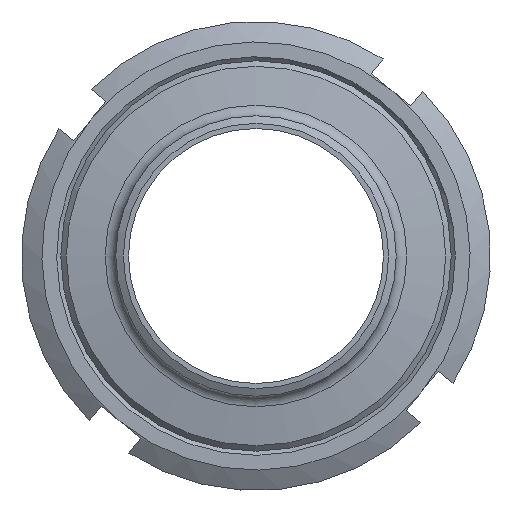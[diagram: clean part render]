
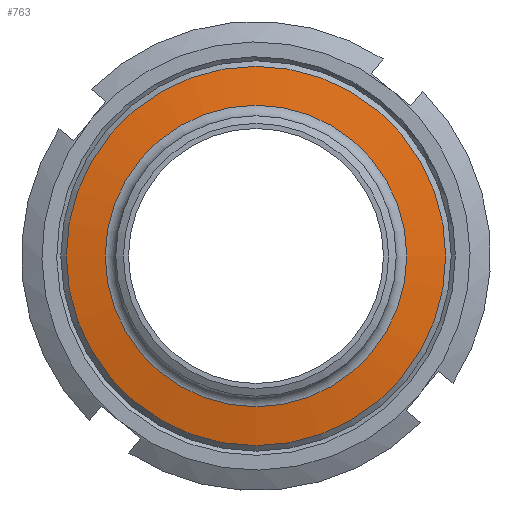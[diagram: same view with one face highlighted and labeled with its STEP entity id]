
A CAD part, left-side view. The second image highlights one B-rep face of the part: STEP entity #763.
In plain terms, the highlighted conical face has half-angle 80 degrees and reference radius 33.171 mm.
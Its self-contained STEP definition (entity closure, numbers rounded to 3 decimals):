
#119=FACE_BOUND('',#210,.T.);
#150=FACE_OUTER_BOUND('',#209,.T.);
#209=EDGE_LOOP('',(#505));
#210=EDGE_LOOP('',(#506));
#287=CIRCLE('',#819,37.213);
#292=CIRCLE('',#826,29.566);
#333=VERTEX_POINT('',#1141);
#338=VERTEX_POINT('',#1153);
#403=EDGE_CURVE('',#333,#333,#287,.T.);
#408=EDGE_CURVE('',#338,#338,#292,.T.);
#505=ORIENTED_EDGE('',*,*,#403,.T.);
#506=ORIENTED_EDGE('',*,*,#408,.F.);
#686=CONICAL_SURFACE('',#829,33.171,80.);
#763=ADVANCED_FACE('',(#150,#119),#686,.T.);
#819=AXIS2_PLACEMENT_3D('',#1142,#923,#924);
#826=AXIS2_PLACEMENT_3D('',#1154,#937,#938);
#829=AXIS2_PLACEMENT_3D('',#1158,#943,#944);
#923=DIRECTION('center_axis',(-1.,0.,0.));
#924=DIRECTION('ref_axis',(0.,1.,0.));
#937=DIRECTION('center_axis',(-1.,0.,0.));
#938=DIRECTION('ref_axis',(0.,-1.,0.));
#943=DIRECTION('center_axis',(1.,0.,0.));
#944=DIRECTION('ref_axis',(0.,1.,0.));
#1141=CARTESIAN_POINT('',(-14.287,-37.213,0.));
#1142=CARTESIAN_POINT('Origin',(-14.287,0.,0.));
#1153=CARTESIAN_POINT('',(-15.636,29.566,0.));
#1154=CARTESIAN_POINT('Origin',(-15.636,0.,0.));
#1158=CARTESIAN_POINT('Origin',(-15.,0.,0.));
